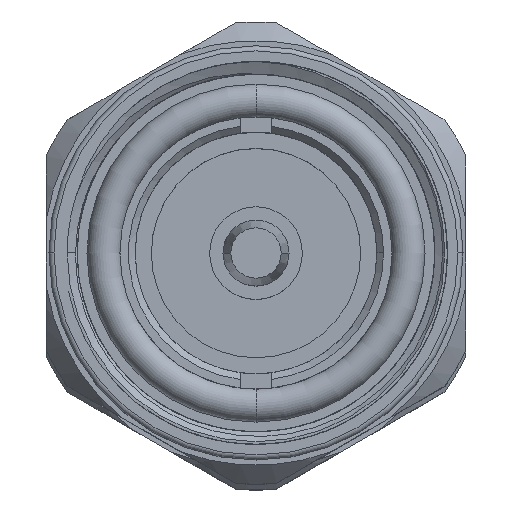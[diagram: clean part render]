
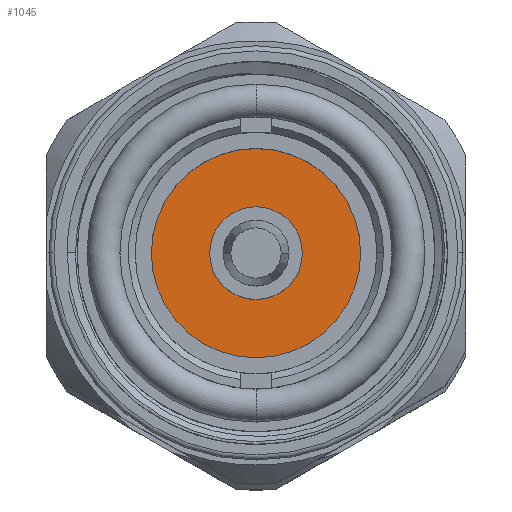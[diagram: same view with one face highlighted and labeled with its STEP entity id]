
A CAD part, top view. The second image highlights one B-rep face of the part: STEP entity #1045.
In plain terms, the highlighted face is planar.
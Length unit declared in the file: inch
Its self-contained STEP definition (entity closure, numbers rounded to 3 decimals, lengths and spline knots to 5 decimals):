
#191 = CIRCLE ( 'NONE', #736, 0.138 ) ;
#273 = CARTESIAN_POINT ( 'NONE',  ( 0.563, 0., 0.31201 ) ) ;
#299 = DIRECTION ( 'NONE',  ( 0., 0., -1. ) ) ;
#381 = VERTEX_POINT ( 'NONE', #1649 ) ;
#493 = DIRECTION ( 'NONE',  ( -1., 0., 0. ) ) ;
#566 = CIRCLE ( 'NONE', #2444, 0.31201 ) ;
#724 = DIRECTION ( 'NONE',  ( 0., 0., -1. ) ) ;
#736 = AXIS2_PLACEMENT_3D ( 'NONE', #1960, #493, #3717 ) ;
#1026 = CARTESIAN_POINT ( 'NONE',  ( 0.563, 0., -0.138 ) ) ;
#1045 = ADVANCED_FACE ( 'NONE', ( #2427, #5191 ), #3077, .F. ) ;
#1188 = ORIENTED_EDGE ( 'NONE', *, *, #3586, .F. ) ;
#1208 = DIRECTION ( 'NONE',  ( 0., 0., -1. ) ) ;
#1242 = CARTESIAN_POINT ( 'NONE',  ( 0.563, 0., 0. ) ) ;
#1446 = ORIENTED_EDGE ( 'NONE', *, *, #5270, .T. ) ;
#1649 = CARTESIAN_POINT ( 'NONE',  ( 0.563, 0., -0.31201 ) ) ;
#1809 = DIRECTION ( 'NONE',  ( 0., 0., -1. ) ) ;
#1960 = CARTESIAN_POINT ( 'NONE',  ( 0.563, 0., 0. ) ) ;
#2174 = ORIENTED_EDGE ( 'NONE', *, *, #4866, .T. ) ;
#2236 = VERTEX_POINT ( 'NONE', #1026 ) ;
#2242 = DIRECTION ( 'NONE',  ( -1., 0., 0. ) ) ;
#2298 = CARTESIAN_POINT ( 'NONE',  ( 0.563, 0., 0. ) ) ;
#2379 = EDGE_LOOP ( 'NONE', ( #2174, #1446 ) ) ;
#2427 = FACE_BOUND ( 'NONE', #3110, .T. ) ;
#2444 = AXIS2_PLACEMENT_3D ( 'NONE', #3958, #3066, #1208 ) ;
#3066 = DIRECTION ( 'NONE',  ( -1., 0., 0. ) ) ;
#3077 = PLANE ( 'NONE',  #4992 ) ;
#3110 = EDGE_LOOP ( 'NONE', ( #5777, #1188 ) ) ;
#3173 = CARTESIAN_POINT ( 'NONE',  ( 0.563, 0., 0.138 ) ) ;
#3586 = EDGE_CURVE ( 'NONE', #4340, #2236, #191, .T. ) ;
#3717 = DIRECTION ( 'NONE',  ( 0., 0., -1. ) ) ;
#3958 = CARTESIAN_POINT ( 'NONE',  ( 0.563, 0., 0. ) ) ;
#4340 = VERTEX_POINT ( 'NONE', #3173 ) ;
#4351 = DIRECTION ( 'NONE',  ( -1., 0., 0. ) ) ;
#4814 = CIRCLE ( 'NONE', #5643, 0.138 ) ;
#4866 = EDGE_CURVE ( 'NONE', #5501, #381, #566, .T. ) ;
#4893 = CARTESIAN_POINT ( 'NONE',  ( 0.563, 0., 0. ) ) ;
#4952 = DIRECTION ( 'NONE',  ( 1., 0., 0. ) ) ;
#4992 = AXIS2_PLACEMENT_3D ( 'NONE', #1242, #4952, #299 ) ;
#5009 = AXIS2_PLACEMENT_3D ( 'NONE', #2298, #2242, #1809 ) ;
#5191 = FACE_OUTER_BOUND ( 'NONE', #2379, .T. ) ;
#5270 = EDGE_CURVE ( 'NONE', #381, #5501, #5330, .T. ) ;
#5330 = CIRCLE ( 'NONE', #5009, 0.31201 ) ;
#5474 = EDGE_CURVE ( 'NONE', #2236, #4340, #4814, .T. ) ;
#5501 = VERTEX_POINT ( 'NONE', #273 ) ;
#5643 = AXIS2_PLACEMENT_3D ( 'NONE', #4893, #4351, #724 ) ;
#5777 = ORIENTED_EDGE ( 'NONE', *, *, #5474, .F. ) ;
